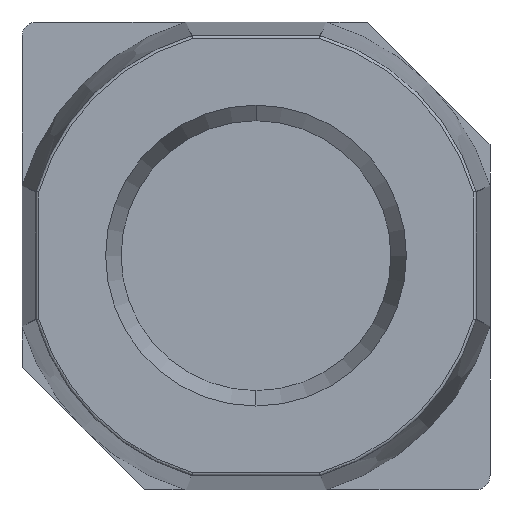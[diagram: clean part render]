
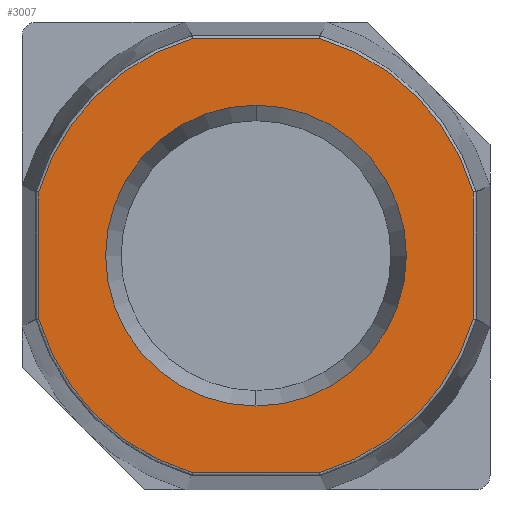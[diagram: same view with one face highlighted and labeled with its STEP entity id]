
A CAD part, top view. The second image highlights one B-rep face of the part: STEP entity #3007.
In plain terms, the highlighted planar face has unit normal (0, 0, 1).
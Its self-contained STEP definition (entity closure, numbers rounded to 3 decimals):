
#89 = CIRCLE ( 'NONE', #518, 7.734 ) ;
#114 = CARTESIAN_POINT ( 'NONE',  ( 0., 5.142, 9.478 ) ) ;
#184 = CARTESIAN_POINT ( 'NONE',  ( 0., 0., 9.478 ) ) ;
#205 = DIRECTION ( 'NONE',  ( 1., 0., 0. ) ) ;
#212 = EDGE_CURVE ( 'NONE', #2878, #2778, #89, .T. ) ;
#263 = EDGE_CURVE ( 'NONE', #2676, #2878, #2205, .T. ) ;
#270 = CIRCLE ( 'NONE', #2026, 7.734 ) ;
#358 = DIRECTION ( 'NONE',  ( 0., 1., 0. ) ) ;
#418 = VERTEX_POINT ( 'NONE', #2926 ) ;
#433 = ORIENTED_EDGE ( 'NONE', *, *, #3068, .T. ) ;
#506 = FACE_BOUND ( 'NONE', #1614, .T. ) ;
#518 = AXIS2_PLACEMENT_3D ( 'NONE', #184, #2490, #1707 ) ;
#562 = CARTESIAN_POINT ( 'NONE',  ( 0., 0., 9.478 ) ) ;
#576 = CARTESIAN_POINT ( 'NONE',  ( 0., 0., 9.478 ) ) ;
#686 = AXIS2_PLACEMENT_3D ( 'NONE', #562, #2880, #1589 ) ;
#694 = CARTESIAN_POINT ( 'NONE',  ( 0., -5.142, 9.478 ) ) ;
#706 = ORIENTED_EDGE ( 'NONE', *, *, #2862, .T. ) ;
#717 = ORIENTED_EDGE ( 'NONE', *, *, #212, .T. ) ;
#772 = DIRECTION ( 'NONE',  ( 0., 0., -1. ) ) ;
#831 = LINE ( 'NONE', #2610, #2847 ) ;
#905 = DIRECTION ( 'NONE',  ( 0., 1., 0. ) ) ;
#958 = DIRECTION ( 'NONE',  ( 0., 0., 1. ) ) ;
#990 = CARTESIAN_POINT ( 'NONE',  ( -6.828, 7.422, 9.478 ) ) ;
#1003 = DIRECTION ( 'NONE',  ( 0., 1., 0. ) ) ;
#1053 = CARTESIAN_POINT ( 'NONE',  ( -6.828, 0., 9.478 ) ) ;
#1079 = AXIS2_PLACEMENT_3D ( 'NONE', #1904, #1390, #3197 ) ;
#1104 = VERTEX_POINT ( 'NONE', #1633 ) ;
#1109 = LINE ( 'NONE', #2921, #2376 ) ;
#1188 = ORIENTED_EDGE ( 'NONE', *, *, #2234, .T. ) ;
#1189 = VECTOR ( 'NONE', #1302, 1000. ) ;
#1215 = CARTESIAN_POINT ( 'NONE',  ( 7.422, -2.174, 9.478 ) ) ;
#1269 = PLANE ( 'NONE',  #2970 ) ;
#1302 = DIRECTION ( 'NONE',  ( -1., 0., 0. ) ) ;
#1349 = ORIENTED_EDGE ( 'NONE', *, *, #1403, .T. ) ;
#1390 = DIRECTION ( 'NONE',  ( 0., 0., 1. ) ) ;
#1400 = VERTEX_POINT ( 'NONE', #114 ) ;
#1403 = EDGE_CURVE ( 'NONE', #2538, #1400, #2082, .T. ) ;
#1446 = EDGE_CURVE ( 'NONE', #2778, #2973, #831, .T. ) ;
#1523 = CARTESIAN_POINT ( 'NONE',  ( 7.422, 2.174, 9.478 ) ) ;
#1535 = EDGE_CURVE ( 'NONE', #418, #2158, #270, .T. ) ;
#1542 = CIRCLE ( 'NONE', #686, 5.142 ) ;
#1556 = LINE ( 'NONE', #990, #1189 ) ;
#1589 = DIRECTION ( 'NONE',  ( 0., 1., 0. ) ) ;
#1614 = EDGE_LOOP ( 'NONE', ( #2412, #1349 ) ) ;
#1633 = CARTESIAN_POINT ( 'NONE',  ( -7.422, -2.174, 9.478 ) ) ;
#1651 = CARTESIAN_POINT ( 'NONE',  ( 2.174, 7.422, 9.478 ) ) ;
#1702 = CARTESIAN_POINT ( 'NONE',  ( 0., 0., 9.478 ) ) ;
#1707 = DIRECTION ( 'NONE',  ( 0., 1., 0. ) ) ;
#1783 = DIRECTION ( 'NONE',  ( 0., -1., 0. ) ) ;
#1873 = EDGE_CURVE ( 'NONE', #1400, #2538, #1542, .T. ) ;
#1904 = CARTESIAN_POINT ( 'NONE',  ( 0., 0., 9.478 ) ) ;
#1962 = CARTESIAN_POINT ( 'NONE',  ( -6.828, -7.422, 9.478 ) ) ;
#1988 = DIRECTION ( 'NONE',  ( 0., 0., 1. ) ) ;
#1997 = AXIS2_PLACEMENT_3D ( 'NONE', #3063, #1988, #1003 ) ;
#2026 = AXIS2_PLACEMENT_3D ( 'NONE', #1702, #958, #905 ) ;
#2082 = CIRCLE ( 'NONE', #2514, 5.142 ) ;
#2086 = DIRECTION ( 'NONE',  ( 0., 0., -1. ) ) ;
#2097 = DIRECTION ( 'NONE',  ( 0., 1., 0. ) ) ;
#2102 = CIRCLE ( 'NONE', #1079, 7.734 ) ;
#2158 = VERTEX_POINT ( 'NONE', #3106 ) ;
#2205 = LINE ( 'NONE', #1962, #2341 ) ;
#2234 = EDGE_CURVE ( 'NONE', #1104, #2676, #3295, .T. ) ;
#2341 = VECTOR ( 'NONE', #205, 1000. ) ;
#2376 = VECTOR ( 'NONE', #2662, 1000. ) ;
#2402 = EDGE_CURVE ( 'NONE', #2973, #2466, #2102, .T. ) ;
#2412 = ORIENTED_EDGE ( 'NONE', *, *, #1873, .T. ) ;
#2466 = VERTEX_POINT ( 'NONE', #1651 ) ;
#2490 = DIRECTION ( 'NONE',  ( 0., 0., 1. ) ) ;
#2514 = AXIS2_PLACEMENT_3D ( 'NONE', #576, #2086, #358 ) ;
#2538 = VERTEX_POINT ( 'NONE', #694 ) ;
#2562 = CARTESIAN_POINT ( 'NONE',  ( -2.174, -7.422, 9.478 ) ) ;
#2576 = ORIENTED_EDGE ( 'NONE', *, *, #2402, .T. ) ;
#2610 = CARTESIAN_POINT ( 'NONE',  ( 7.422, 0., 9.478 ) ) ;
#2662 = DIRECTION ( 'NONE',  ( 0., -1., 0. ) ) ;
#2676 = VERTEX_POINT ( 'NONE', #2562 ) ;
#2778 = VERTEX_POINT ( 'NONE', #1215 ) ;
#2793 = CARTESIAN_POINT ( 'NONE',  ( 2.174, -7.422, 9.478 ) ) ;
#2797 = ORIENTED_EDGE ( 'NONE', *, *, #1446, .T. ) ;
#2809 = FACE_OUTER_BOUND ( 'NONE', #3083, .T. ) ;
#2847 = VECTOR ( 'NONE', #2097, 1000. ) ;
#2862 = EDGE_CURVE ( 'NONE', #2466, #418, #1556, .T. ) ;
#2878 = VERTEX_POINT ( 'NONE', #2793 ) ;
#2880 = DIRECTION ( 'NONE',  ( 0., 0., -1. ) ) ;
#2921 = CARTESIAN_POINT ( 'NONE',  ( -7.422, 0., 9.478 ) ) ;
#2926 = CARTESIAN_POINT ( 'NONE',  ( -2.174, 7.422, 9.478 ) ) ;
#2970 = AXIS2_PLACEMENT_3D ( 'NONE', #1053, #772, #1783 ) ;
#2973 = VERTEX_POINT ( 'NONE', #1523 ) ;
#2977 = ORIENTED_EDGE ( 'NONE', *, *, #1535, .T. ) ;
#3007 = ADVANCED_FACE ( 'NONE', ( #2809, #506 ), #1269, .F. ) ;
#3063 = CARTESIAN_POINT ( 'NONE',  ( 0., 0., 9.478 ) ) ;
#3068 = EDGE_CURVE ( 'NONE', #2158, #1104, #1109, .T. ) ;
#3083 = EDGE_LOOP ( 'NONE', ( #717, #2797, #2576, #706, #2977, #433, #1188, #3228 ) ) ;
#3106 = CARTESIAN_POINT ( 'NONE',  ( -7.422, 2.174, 9.478 ) ) ;
#3197 = DIRECTION ( 'NONE',  ( 0., 1., 0. ) ) ;
#3228 = ORIENTED_EDGE ( 'NONE', *, *, #263, .T. ) ;
#3295 = CIRCLE ( 'NONE', #1997, 7.734 ) ;
